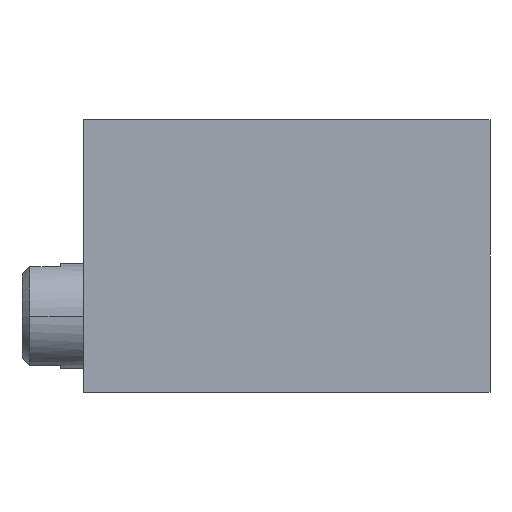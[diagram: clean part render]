
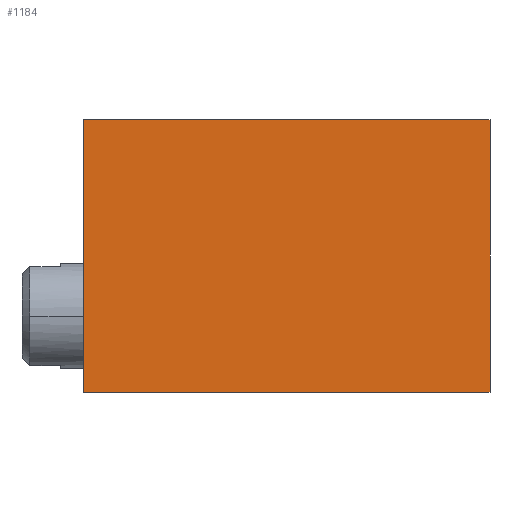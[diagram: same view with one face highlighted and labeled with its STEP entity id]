
A CAD part, left-side view. The second image highlights one B-rep face of the part: STEP entity #1184.
In plain terms, the highlighted planar face has unit normal (-1, 0, 0).
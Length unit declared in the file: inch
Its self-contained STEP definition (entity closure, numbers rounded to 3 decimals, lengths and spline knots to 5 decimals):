
#40=DIRECTION('',(0.,-1.,0.));
#41=VECTOR('',#40,0.264);
#42=CARTESIAN_POINT('',(-0.229,0.132,0.));
#43=LINE('',#42,#41);
#44=DIRECTION('',(0.,0.,1.));
#45=VECTOR('',#44,0.177);
#46=CARTESIAN_POINT('',(-0.229,-0.132,0.));
#47=LINE('',#46,#45);
#48=DIRECTION('',(0.,0.,1.));
#49=VECTOR('',#48,0.177);
#50=CARTESIAN_POINT('',(-0.229,0.132,0.));
#51=LINE('',#50,#49);
#92=DIRECTION('',(0.,-1.,0.));
#93=VECTOR('',#92,0.264);
#94=CARTESIAN_POINT('',(-0.229,0.132,0.177));
#95=LINE('',#94,#93);
#822=CARTESIAN_POINT('',(-0.229,-0.132,0.));
#824=VERTEX_POINT('',#822);
#828=CARTESIAN_POINT('',(-0.229,0.132,0.));
#829=VERTEX_POINT('',#828);
#830=CARTESIAN_POINT('',(-0.229,-0.132,0.177));
#832=VERTEX_POINT('',#830);
#835=CARTESIAN_POINT('',(-0.229,0.132,0.177));
#837=VERTEX_POINT('',#835);
#1172=CARTESIAN_POINT('',(-0.229,0.132,0.));
#1173=DIRECTION('',(-1.,0.,0.));
#1174=DIRECTION('',(0.,-1.,0.));
#1175=AXIS2_PLACEMENT_3D('',#1172,#1173,#1174);
#1176=PLANE('',#1175);
#1177=ORIENTED_EDGE('',*,*,#1152,.F.);
#1178=ORIENTED_EDGE('',*,*,#1132,.T.);
#1180=ORIENTED_EDGE('',*,*,#1179,.T.);
#1181=ORIENTED_EDGE('',*,*,#1163,.F.);
#1182=EDGE_LOOP('',(#1177,#1178,#1180,#1181));
#1183=FACE_OUTER_BOUND('',#1182,.F.);
#1184=ADVANCED_FACE('',(#1183),#1176,.T.);
#1132=EDGE_CURVE('',#829,#837,#51,.T.);
#1152=EDGE_CURVE('',#829,#824,#43,.T.);
#1163=EDGE_CURVE('',#824,#832,#47,.T.);
#1179=EDGE_CURVE('',#837,#832,#95,.T.);
